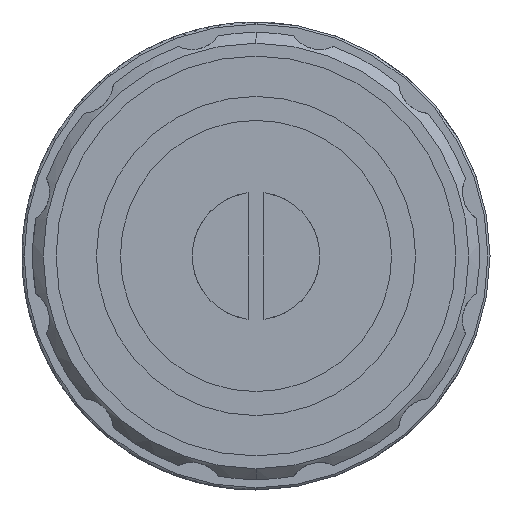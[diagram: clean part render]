
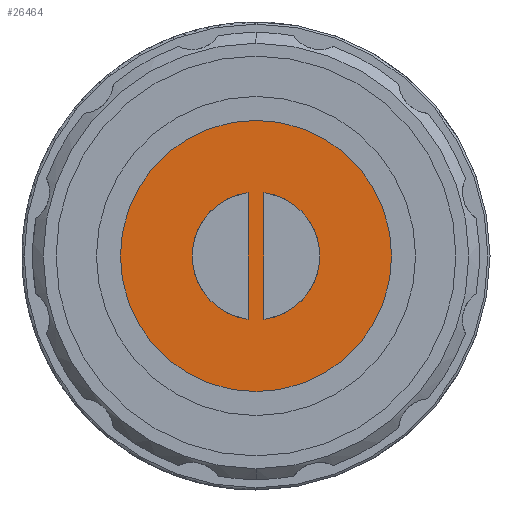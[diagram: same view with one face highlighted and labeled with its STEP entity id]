
A CAD part, left-side view. The second image highlights one B-rep face of the part: STEP entity #26464.
In plain terms, the highlighted planar face has unit normal (-1, 0, 0).
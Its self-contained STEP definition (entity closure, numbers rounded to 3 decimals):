
#854 = LINE ( 'NONE', #16617, #6366 ) ;
#901 = EDGE_CURVE ( 'NONE', #15120, #6495, #854, .T. ) ;
#937 = ORIENTED_EDGE ( 'NONE', *, *, #19967, .T. ) ;
#1054 = CARTESIAN_POINT ( 'NONE',  ( -1.505, 0., 12.75 ) ) ;
#1183 = ORIENTED_EDGE ( 'NONE', *, *, #1636, .T. ) ;
#1636 = EDGE_CURVE ( 'NONE', #7782, #18862, #15110, .T. ) ;
#2367 = FACE_OUTER_BOUND ( 'NONE', #4307, .T. ) ;
#2986 = EDGE_CURVE ( 'NONE', #7782, #18862, #24527, .T. ) ;
#3057 = AXIS2_PLACEMENT_3D ( 'NONE', #23555, #11302, #25843 ) ;
#3164 = ORIENTED_EDGE ( 'NONE', *, *, #901, .F. ) ;
#3444 = DIRECTION ( 'NONE',  ( 1., 0., 0. ) ) ;
#4025 = CARTESIAN_POINT ( 'NONE',  ( -1.505, 0., 0. ) ) ;
#4307 = EDGE_LOOP ( 'NONE', ( #22372, #24830 ) ) ;
#4748 = EDGE_LOOP ( 'NONE', ( #1183, #7086 ) ) ;
#5633 = CIRCLE ( 'NONE', #8534, 12.75 ) ;
#6139 = DIRECTION ( 'NONE',  ( 0., 0., 1. ) ) ;
#6366 = VECTOR ( 'NONE', #12666, 1000. ) ;
#6495 = VERTEX_POINT ( 'NONE', #15957 ) ;
#7086 = ORIENTED_EDGE ( 'NONE', *, *, #2986, .F. ) ;
#7782 = VERTEX_POINT ( 'NONE', #26660 ) ;
#8534 = AXIS2_PLACEMENT_3D ( 'NONE', #21405, #9021, #23510 ) ;
#9021 = DIRECTION ( 'NONE',  ( -1., 0., 0. ) ) ;
#10151 = CARTESIAN_POINT ( 'NONE',  ( -1.505, -0.75, 5.953 ) ) ;
#11302 = DIRECTION ( 'NONE',  ( -1., 0., 0. ) ) ;
#12666 = DIRECTION ( 'NONE',  ( 0., 0., -1. ) ) ;
#12844 = CARTESIAN_POINT ( 'NONE',  ( -1.505, 0.75, 10. ) ) ;
#12894 = EDGE_CURVE ( 'NONE', #22066, #25205, #16222, .T. ) ;
#13418 = AXIS2_PLACEMENT_3D ( 'NONE', #15828, #3444, #17919 ) ;
#14052 = FACE_BOUND ( 'NONE', #18390, .T. ) ;
#14513 = AXIS2_PLACEMENT_3D ( 'NONE', #19802, #20496, #23014 ) ;
#15110 = CIRCLE ( 'NONE', #14513, 6. ) ;
#15120 = VERTEX_POINT ( 'NONE', #10151 ) ;
#15828 = CARTESIAN_POINT ( 'NONE',  ( -1.505, 0., 0. ) ) ;
#15957 = CARTESIAN_POINT ( 'NONE',  ( -1.505, -0.75, -5.953 ) ) ;
#16222 = CIRCLE ( 'NONE', #16418, 12.75 ) ;
#16418 = AXIS2_PLACEMENT_3D ( 'NONE', #4025, #18528, #6139 ) ;
#16617 = CARTESIAN_POINT ( 'NONE',  ( -1.505, -0.75, 10. ) ) ;
#16812 = DIRECTION ( 'NONE',  ( 0., 0., 1. ) ) ;
#17919 = DIRECTION ( 'NONE',  ( 0., 0., 1. ) ) ;
#17947 = EDGE_CURVE ( 'NONE', #25205, #22066, #5633, .T. ) ;
#18390 = EDGE_LOOP ( 'NONE', ( #937, #3164 ) ) ;
#18528 = DIRECTION ( 'NONE',  ( -1., 0., 0. ) ) ;
#18862 = VERTEX_POINT ( 'NONE', #23709 ) ;
#18910 = FACE_BOUND ( 'NONE', #4748, .T. ) ;
#18949 = VECTOR ( 'NONE', #16812, 1000. ) ;
#19802 = CARTESIAN_POINT ( 'NONE',  ( -1.505, 0., 0. ) ) ;
#19967 = EDGE_CURVE ( 'NONE', #15120, #6495, #25049, .T. ) ;
#20496 = DIRECTION ( 'NONE',  ( 1., 0., 0. ) ) ;
#21405 = CARTESIAN_POINT ( 'NONE',  ( -1.505, 0., 0. ) ) ;
#22066 = VERTEX_POINT ( 'NONE', #1054 ) ;
#22372 = ORIENTED_EDGE ( 'NONE', *, *, #12894, .T. ) ;
#23014 = DIRECTION ( 'NONE',  ( 0., 0., 1. ) ) ;
#23510 = DIRECTION ( 'NONE',  ( 0., 0., 1. ) ) ;
#23512 = CARTESIAN_POINT ( 'NONE',  ( -1.505, 0., -12.75 ) ) ;
#23555 = CARTESIAN_POINT ( 'NONE',  ( -1.505, 0., 0. ) ) ;
#23709 = CARTESIAN_POINT ( 'NONE',  ( -1.505, 0.75, 5.953 ) ) ;
#23740 = PLANE ( 'NONE',  #3057 ) ;
#24527 = LINE ( 'NONE', #12844, #18949 ) ;
#24830 = ORIENTED_EDGE ( 'NONE', *, *, #17947, .T. ) ;
#25049 = CIRCLE ( 'NONE', #13418, 6. ) ;
#25205 = VERTEX_POINT ( 'NONE', #23512 ) ;
#25843 = DIRECTION ( 'NONE',  ( 0., 0., 1. ) ) ;
#26464 = ADVANCED_FACE ( 'NONE', ( #2367, #18910, #14052 ), #23740, .T. ) ;
#26660 = CARTESIAN_POINT ( 'NONE',  ( -1.505, 0.75, -5.953 ) ) ;
